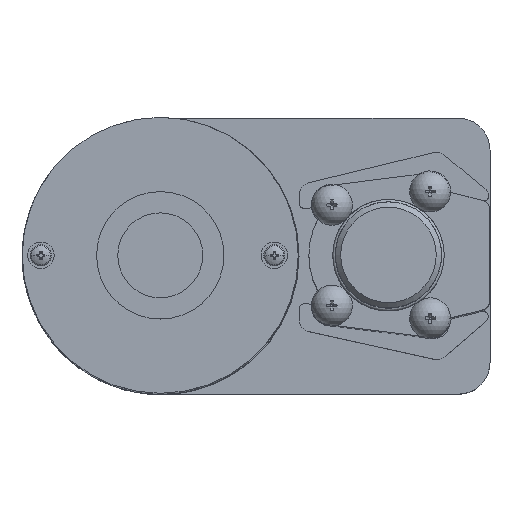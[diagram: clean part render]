
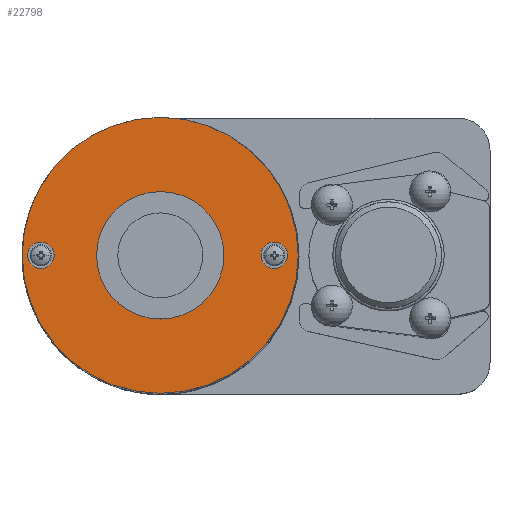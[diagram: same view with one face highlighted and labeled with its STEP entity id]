
A CAD part, top view. The second image highlights one B-rep face of the part: STEP entity #22798.
In plain terms, the highlighted planar face has unit normal (0, 0, 1).
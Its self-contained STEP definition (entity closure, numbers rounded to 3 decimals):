
#19542 = CYLINDRICAL_SURFACE('',#19543,26.);
#19543 = AXIS2_PLACEMENT_3D('',#19544,#19545,#19546);
#19544 = CARTESIAN_POINT('',(-7.,0.,85.));
#19545 = DIRECTION('',(0.,0.,1.));
#19546 = DIRECTION('',(1.,0.,0.));
#20613 = VERTEX_POINT('',#20614);
#20614 = CARTESIAN_POINT('',(19.,0.,88.));
#20635 = EDGE_CURVE('',#20613,#20613,#20636,.T.);
#20636 = SURFACE_CURVE('',#20637,(#20642,#20649),.PCURVE_S1.);
#20637 = CIRCLE('',#20638,26.);
#20638 = AXIS2_PLACEMENT_3D('',#20639,#20640,#20641);
#20639 = CARTESIAN_POINT('',(-7.,0.,88.));
#20640 = DIRECTION('',(0.,0.,1.));
#20641 = DIRECTION('',(1.,0.,0.));
#20642 = PCURVE('',#19542,#20643);
#20643 = DEFINITIONAL_REPRESENTATION('',(#20644),#20648);
#20644 = LINE('',#20645,#20646);
#20645 = CARTESIAN_POINT('',(0.,3.));
#20646 = VECTOR('',#20647,1.);
#20647 = DIRECTION('',(1.,0.));
#20648 = ( GEOMETRIC_REPRESENTATION_CONTEXT(2) 
PARAMETRIC_REPRESENTATION_CONTEXT() REPRESENTATION_CONTEXT('2D SPACE',''
  ) );
#20649 = PCURVE('',#20650,#20655);
#20650 = PLANE('',#20651);
#20651 = AXIS2_PLACEMENT_3D('',#20652,#20653,#20654);
#20652 = CARTESIAN_POINT('',(-7.,0.,88.));
#20653 = DIRECTION('',(0.,0.,1.));
#20654 = DIRECTION('',(1.,0.,0.));
#20655 = DEFINITIONAL_REPRESENTATION('',(#20656),#20660);
#20656 = CIRCLE('',#20657,26.);
#20657 = AXIS2_PLACEMENT_2D('',#20658,#20659);
#20658 = CARTESIAN_POINT('',(0.,0.));
#20659 = DIRECTION('',(1.,0.));
#20660 = ( GEOMETRIC_REPRESENTATION_CONTEXT(2) 
PARAMETRIC_REPRESENTATION_CONTEXT() REPRESENTATION_CONTEXT('2D SPACE',''
  ) );
#22798 = ADVANCED_FACE('',(#22799,#22802,#22833,#22864),#20650,.T.);
#22799 = FACE_BOUND('',#22800,.T.);
#22800 = EDGE_LOOP('',(#22801));
#22801 = ORIENTED_EDGE('',*,*,#20635,.T.);
#22802 = FACE_BOUND('',#22803,.T.);
#22803 = EDGE_LOOP('',(#22804));
#22804 = ORIENTED_EDGE('',*,*,#22805,.F.);
#22805 = EDGE_CURVE('',#22806,#22806,#22808,.T.);
#22806 = VERTEX_POINT('',#22807);
#22807 = CARTESIAN_POINT('',(-27.,0.,88.));
#22808 = SURFACE_CURVE('',#22809,(#22814,#22821),.PCURVE_S1.);
#22809 = CIRCLE('',#22810,2.5);
#22810 = AXIS2_PLACEMENT_3D('',#22811,#22812,#22813);
#22811 = CARTESIAN_POINT('',(-29.5,0.,88.));
#22812 = DIRECTION('',(0.,0.,1.));
#22813 = DIRECTION('',(1.,0.,0.));
#22814 = PCURVE('',#20650,#22815);
#22815 = DEFINITIONAL_REPRESENTATION('',(#22816),#22820);
#22816 = CIRCLE('',#22817,2.5);
#22817 = AXIS2_PLACEMENT_2D('',#22818,#22819);
#22818 = CARTESIAN_POINT('',(-22.5,0.));
#22819 = DIRECTION('',(1.,0.));
#22820 = ( GEOMETRIC_REPRESENTATION_CONTEXT(2) 
PARAMETRIC_REPRESENTATION_CONTEXT() REPRESENTATION_CONTEXT('2D SPACE',''
  ) );
#22821 = PCURVE('',#22822,#22827);
#22822 = CYLINDRICAL_SURFACE('',#22823,2.5);
#22823 = AXIS2_PLACEMENT_3D('',#22824,#22825,#22826);
#22824 = CARTESIAN_POINT('',(-29.5,0.,88.));
#22825 = DIRECTION('',(0.,0.,1.));
#22826 = DIRECTION('',(1.,0.,0.));
#22827 = DEFINITIONAL_REPRESENTATION('',(#22828),#22832);
#22828 = LINE('',#22829,#22830);
#22829 = CARTESIAN_POINT('',(0.,0.));
#22830 = VECTOR('',#22831,1.);
#22831 = DIRECTION('',(1.,0.));
#22832 = ( GEOMETRIC_REPRESENTATION_CONTEXT(2) 
PARAMETRIC_REPRESENTATION_CONTEXT() REPRESENTATION_CONTEXT('2D SPACE',''
  ) );
#22833 = FACE_BOUND('',#22834,.T.);
#22834 = EDGE_LOOP('',(#22835));
#22835 = ORIENTED_EDGE('',*,*,#22836,.F.);
#22836 = EDGE_CURVE('',#22837,#22837,#22839,.T.);
#22837 = VERTEX_POINT('',#22838);
#22838 = CARTESIAN_POINT('',(5.,0.,88.));
#22839 = SURFACE_CURVE('',#22840,(#22845,#22852),.PCURVE_S1.);
#22840 = CIRCLE('',#22841,12.);
#22841 = AXIS2_PLACEMENT_3D('',#22842,#22843,#22844);
#22842 = CARTESIAN_POINT('',(-7.,0.,88.));
#22843 = DIRECTION('',(0.,0.,1.));
#22844 = DIRECTION('',(1.,0.,0.));
#22845 = PCURVE('',#20650,#22846);
#22846 = DEFINITIONAL_REPRESENTATION('',(#22847),#22851);
#22847 = CIRCLE('',#22848,12.);
#22848 = AXIS2_PLACEMENT_2D('',#22849,#22850);
#22849 = CARTESIAN_POINT('',(0.,0.));
#22850 = DIRECTION('',(1.,0.));
#22851 = ( GEOMETRIC_REPRESENTATION_CONTEXT(2) 
PARAMETRIC_REPRESENTATION_CONTEXT() REPRESENTATION_CONTEXT('2D SPACE',''
  ) );
#22852 = PCURVE('',#22853,#22858);
#22853 = CYLINDRICAL_SURFACE('',#22854,12.);
#22854 = AXIS2_PLACEMENT_3D('',#22855,#22856,#22857);
#22855 = CARTESIAN_POINT('',(-7.,0.,88.));
#22856 = DIRECTION('',(0.,0.,1.));
#22857 = DIRECTION('',(1.,0.,0.));
#22858 = DEFINITIONAL_REPRESENTATION('',(#22859),#22863);
#22859 = LINE('',#22860,#22861);
#22860 = CARTESIAN_POINT('',(0.,0.));
#22861 = VECTOR('',#22862,1.);
#22862 = DIRECTION('',(1.,0.));
#22863 = ( GEOMETRIC_REPRESENTATION_CONTEXT(2) 
PARAMETRIC_REPRESENTATION_CONTEXT() REPRESENTATION_CONTEXT('2D SPACE',''
  ) );
#22864 = FACE_BOUND('',#22865,.T.);
#22865 = EDGE_LOOP('',(#22866));
#22866 = ORIENTED_EDGE('',*,*,#22867,.F.);
#22867 = EDGE_CURVE('',#22868,#22868,#22870,.T.);
#22868 = VERTEX_POINT('',#22869);
#22869 = CARTESIAN_POINT('',(17.,0.,88.));
#22870 = SURFACE_CURVE('',#22871,(#22876,#22883),.PCURVE_S1.);
#22871 = CIRCLE('',#22872,2.5);
#22872 = AXIS2_PLACEMENT_3D('',#22873,#22874,#22875);
#22873 = CARTESIAN_POINT('',(14.5,0.,88.));
#22874 = DIRECTION('',(0.,0.,1.));
#22875 = DIRECTION('',(1.,0.,0.));
#22876 = PCURVE('',#20650,#22877);
#22877 = DEFINITIONAL_REPRESENTATION('',(#22878),#22882);
#22878 = CIRCLE('',#22879,2.5);
#22879 = AXIS2_PLACEMENT_2D('',#22880,#22881);
#22880 = CARTESIAN_POINT('',(21.5,0.));
#22881 = DIRECTION('',(1.,0.));
#22882 = ( GEOMETRIC_REPRESENTATION_CONTEXT(2) 
PARAMETRIC_REPRESENTATION_CONTEXT() REPRESENTATION_CONTEXT('2D SPACE',''
  ) );
#22883 = PCURVE('',#22884,#22889);
#22884 = CYLINDRICAL_SURFACE('',#22885,2.5);
#22885 = AXIS2_PLACEMENT_3D('',#22886,#22887,#22888);
#22886 = CARTESIAN_POINT('',(14.5,0.,88.));
#22887 = DIRECTION('',(0.,0.,1.));
#22888 = DIRECTION('',(1.,0.,0.));
#22889 = DEFINITIONAL_REPRESENTATION('',(#22890),#22894);
#22890 = LINE('',#22891,#22892);
#22891 = CARTESIAN_POINT('',(0.,0.));
#22892 = VECTOR('',#22893,1.);
#22893 = DIRECTION('',(1.,0.));
#22894 = ( GEOMETRIC_REPRESENTATION_CONTEXT(2) 
PARAMETRIC_REPRESENTATION_CONTEXT() REPRESENTATION_CONTEXT('2D SPACE',''
  ) );
